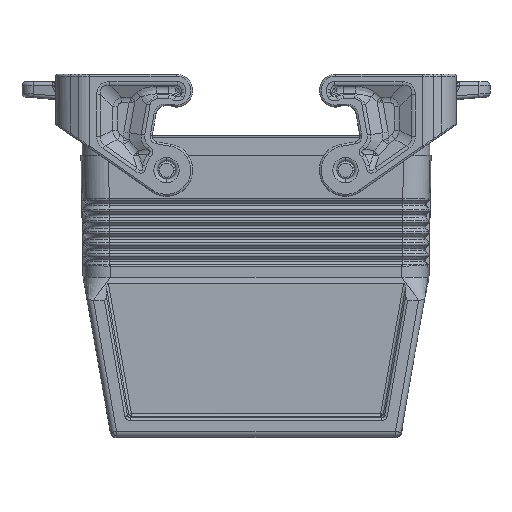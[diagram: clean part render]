
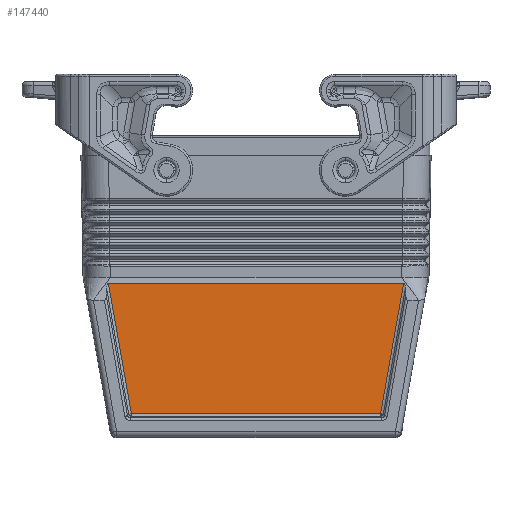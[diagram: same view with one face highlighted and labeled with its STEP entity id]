
A CAD part, front view. The second image highlights one B-rep face of the part: STEP entity #147440.
In plain terms, the highlighted face is planar.
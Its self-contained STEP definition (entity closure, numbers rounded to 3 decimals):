
#69180=CARTESIAN_POINT('',(417.083,-16.265,
69.818));
#69190=VERTEX_POINT('',#69180);
#140900=CARTESIAN_POINT('',(417.083,-22.423,
34.87));
#140910=VERTEX_POINT('',#140900);
#140940=CARTESIAN_POINT('',(417.083,44.373,
34.87));
#140950=DIRECTION('',(0.,1.,0.));
#140960=VECTOR('',#140950,1.);
#140970=LINE('',#140940,#140960);
#140980=CARTESIAN_POINT('',(417.083,56.735,
34.87));
#140990=VERTEX_POINT('',#140980);
#141000=EDGE_CURVE('',#140910,#140990,#140970,.T.);
#147160=CARTESIAN_POINT('',(417.083,-12.317,
48.893));
#147170=DIRECTION('',(1.,0.,0.));
#147180=DIRECTION('',(0.,1.,0.));
#147190=AXIS2_PLACEMENT_3D('',#147160,#147170,#147180);
#147200=PLANE('',#147190);
#147210=CARTESIAN_POINT('',(417.083,-26.411,
12.233));
#147220=DIRECTION('',(0.,0.174,
0.985));
#147230=VECTOR('',#147220,1.);
#147240=LINE('',#147210,#147230);
#147250=EDGE_CURVE('',#140910,#69190,#147240,.T.);
#147260=ORIENTED_EDGE('',*,*,#147250,.F.);
#147270=CARTESIAN_POINT('',(417.083,44.373,
69.818));
#147280=DIRECTION('',(0.,1.,0.));
#147290=VECTOR('',#147280,1.);
#147300=LINE('',#147270,#147290);
#147310=CARTESIAN_POINT('',(417.083,50.578,
69.818));
#147320=VERTEX_POINT('',#147310);
#147330=EDGE_CURVE('',#69190,#147320,#147300,.T.);
#147340=ORIENTED_EDGE('',*,*,#147330,.F.);
#147350=CARTESIAN_POINT('',(417.083,60.723,
12.233));
#147360=DIRECTION('',(0.,-0.174,
0.985));
#147370=VECTOR('',#147360,1.);
#147380=LINE('',#147350,#147370);
#147390=EDGE_CURVE('',#140990,#147320,#147380,.T.);
#147400=ORIENTED_EDGE('',*,*,#147390,.T.);
#147410=ORIENTED_EDGE('',*,*,#141000,.T.);
#147420=EDGE_LOOP('',(#147410,#147400,#147340,#147260));
#147430=FACE_OUTER_BOUND('',#147420,.T.);
#147440=ADVANCED_FACE('',(#147430),#147200,.T.);
